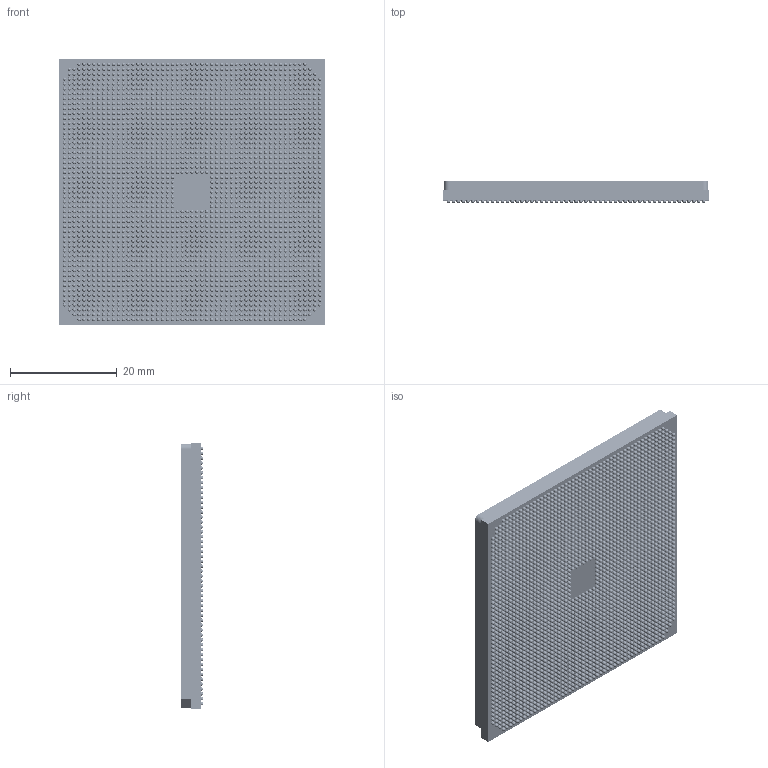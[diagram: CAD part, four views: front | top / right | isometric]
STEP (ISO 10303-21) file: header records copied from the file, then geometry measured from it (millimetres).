
FILE_DESCRIPTION((''),'2;1');
FILE_NAME('OBG0304_ASM','2021-03-15T21:18:54',('dino'),(''),'CREO PARAMETRIC BY PTC INC, 2020342','CREO PARAMETRIC BY PTC INC, 2020342','');
FILE_SCHEMA(('AUTOMOTIVE_DESIGN { 1 0 10303 214 1 1 1 1 }'));
Length unit declared in the file: millimetre
Products named in the file (5): SUBSTRATE; STIFFNER; DIE; BGA; OBG0304_ASM
Assembly tree (2740 placements, depth 2):
  OBG0304_ASM
    SUBSTRATE
    STIFFNER
    DIE
    BGA  x2737
Bounding box: 50 x 4.2 x 50 mm (x, y, z)
Volume: 7229 mm3; surface area: 13011.7 mm2
Topology: 2740 solids, 2740 shells, 13731 faces, 27478 edges, 13753 vertices
Faces by surface type: cylinder 5489, sphere 5474, plane 2764, bspline 4
Entity records: 34997 total; most frequent: CARTESIAN_POINT 5969, DIRECTION 5728, AXIS2_PLACEMENT_3D 2828, PROPERTY_DEFINITION 2771, REPRESENTATION 2767, PROPERTY_DEFINITION_REPRESENTATION 2767, PRODUCT_DEFINITION_SHAPE 2745, ITEM_DEFINED_TRANSFORMATION 2740
